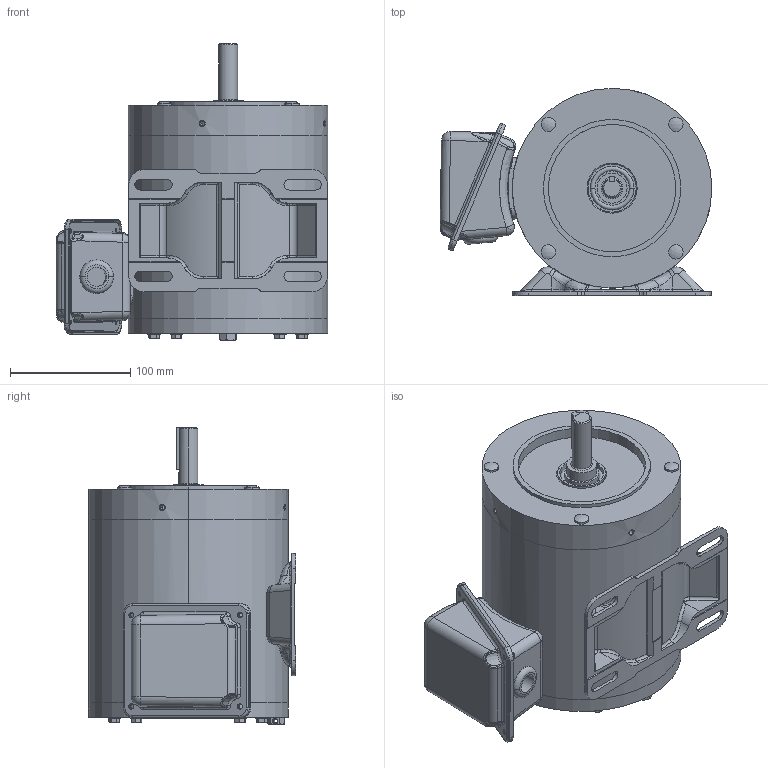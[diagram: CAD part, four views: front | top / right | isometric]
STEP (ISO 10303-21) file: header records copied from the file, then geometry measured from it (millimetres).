
FILE_DESCRIPTION (( 'STEP AP214' ), '1' );
FILE_NAME ('191207.STEP', '2021-11-08T17:47:15', ( '' ), ( '' ), 'SwSTEP 2.0', 'SolidWorks 2017', '' );
FILE_SCHEMA (( 'AUTOMOTIVE_DESIGN' ));
Length unit declared in the file: inch
Products named in the file (1): 191207
Bounding box: 226 x 172.2 x 247 mm (x, y, z)
Volume: 792054.9 mm3; surface area: 477614.3 mm2
Topology: 27 solids, 27 shells, 1155 faces, 2835 edges, 1758 vertices
Faces by surface type: cylinder 458, plane 238, bspline 184, cone 163, torus 97, sphere 15
Entity records: 67429 total; most frequent: CARTESIAN_POINT 41222, ORIENTED_EDGE 5602, DIRECTION 5025, EDGE_CURVE 2801, AXIS2_PLACEMENT_3D 2043, VERTEX_POINT 1751, EDGE_LOOP 1342, FACE_OUTER_BOUND 1155
